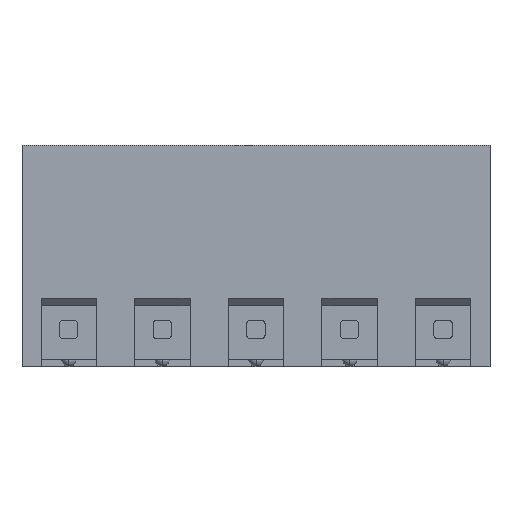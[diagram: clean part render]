
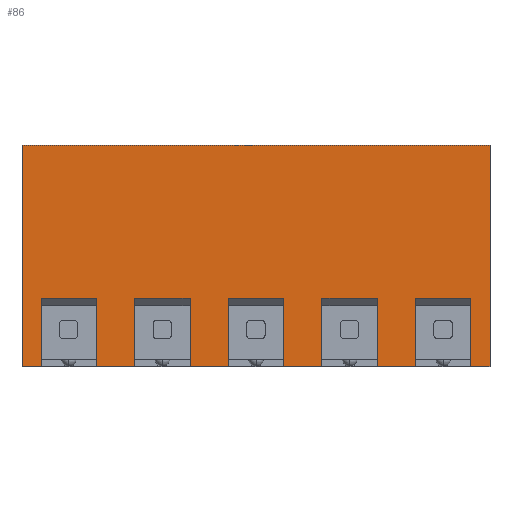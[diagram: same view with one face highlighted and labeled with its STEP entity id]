
A CAD part, top view. The second image highlights one B-rep face of the part: STEP entity #86.
In plain terms, the highlighted planar face has unit normal (0, 0, 1).
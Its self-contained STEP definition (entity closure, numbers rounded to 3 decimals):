
#86=ADVANCED_FACE('',(#429),#430,.T.);
#429=FACE_OUTER_BOUND('',#1111,.T.);
#430=PLANE('',#1112);
#1111=EDGE_LOOP('',(#1848,#1849,#1850,#1851,#1852,#1853,#1854,#1855,#1856,#1857,#1858,#1859,#1860,#1861,#1862,#1863,#1864,#1865,#1866,#1867,#1868,#1869,#1870,#1871));
#1112=AXIS2_PLACEMENT_3D('',#1872,#1873,#1874);
#1848=ORIENTED_EDGE('',*,*,#4612,.F.);
#1849=ORIENTED_EDGE('',*,*,#4613,.F.);
#1850=ORIENTED_EDGE('',*,*,#4614,.F.);
#1851=ORIENTED_EDGE('',*,*,#4615,.F.);
#1852=ORIENTED_EDGE('',*,*,#4616,.T.);
#1853=ORIENTED_EDGE('',*,*,#4611,.F.);
#1854=ORIENTED_EDGE('',*,*,#4617,.F.);
#1855=ORIENTED_EDGE('',*,*,#4618,.F.);
#1856=ORIENTED_EDGE('',*,*,#4619,.T.);
#1857=ORIENTED_EDGE('',*,*,#4620,.F.);
#1858=ORIENTED_EDGE('',*,*,#4621,.F.);
#1859=ORIENTED_EDGE('',*,*,#4622,.F.);
#1860=ORIENTED_EDGE('',*,*,#4623,.T.);
#1861=ORIENTED_EDGE('',*,*,#4624,.F.);
#1862=ORIENTED_EDGE('',*,*,#4625,.F.);
#1863=ORIENTED_EDGE('',*,*,#4626,.F.);
#1864=ORIENTED_EDGE('',*,*,#4627,.T.);
#1865=ORIENTED_EDGE('',*,*,#4628,.F.);
#1866=ORIENTED_EDGE('',*,*,#4629,.F.);
#1867=ORIENTED_EDGE('',*,*,#4630,.F.);
#1868=ORIENTED_EDGE('',*,*,#4631,.T.);
#1869=ORIENTED_EDGE('',*,*,#4632,.F.);
#1870=ORIENTED_EDGE('',*,*,#4633,.T.);
#1871=ORIENTED_EDGE('',*,*,#4634,.T.);
#1872=CARTESIAN_POINT('',(0.0,12.0,0.0));
#1873=DIRECTION('',(0.0,0.0,1.0));
#1874=DIRECTION('',(1.0,-0.0,0.0));
#4611=EDGE_CURVE('',#5555,#5551,#5557,.T.);
#4612=EDGE_CURVE('',#5558,#5559,#5560,.T.);
#4613=EDGE_CURVE('',#5561,#5558,#5562,.T.);
#4614=EDGE_CURVE('',#5563,#5561,#5564,.T.);
#4615=EDGE_CURVE('',#5565,#5563,#5566,.T.);
#4616=EDGE_CURVE('',#5565,#5551,#5567,.T.);
#4617=EDGE_CURVE('',#5568,#5555,#5569,.T.);
#4618=EDGE_CURVE('',#5570,#5568,#5571,.T.);
#4619=EDGE_CURVE('',#5570,#5572,#5573,.T.);
#4620=EDGE_CURVE('',#5574,#5572,#5575,.T.);
#4621=EDGE_CURVE('',#5576,#5574,#5577,.T.);
#4622=EDGE_CURVE('',#5578,#5576,#5579,.T.);
#4623=EDGE_CURVE('',#5578,#5580,#5581,.T.);
#4624=EDGE_CURVE('',#5582,#5580,#5583,.T.);
#4625=EDGE_CURVE('',#5584,#5582,#5585,.T.);
#4626=EDGE_CURVE('',#5586,#5584,#5587,.T.);
#4627=EDGE_CURVE('',#5586,#5588,#5589,.T.);
#4628=EDGE_CURVE('',#5590,#5588,#5591,.T.);
#4629=EDGE_CURVE('',#5592,#5590,#5593,.T.);
#4630=EDGE_CURVE('',#5594,#5592,#5595,.T.);
#4631=EDGE_CURVE('',#5594,#5596,#5597,.T.);
#4632=EDGE_CURVE('',#5598,#5596,#5599,.T.);
#4633=EDGE_CURVE('',#5598,#5600,#5601,.T.);
#4634=EDGE_CURVE('',#5600,#5559,#5602,.T.);
#5551=VERTEX_POINT('',#7046);
#5555=VERTEX_POINT('',#7052);
#5557=LINE('',#7055,#7056);
#5558=VERTEX_POINT('',#7057);
#5559=VERTEX_POINT('',#7058);
#5560=LINE('',#7059,#7060);
#5561=VERTEX_POINT('',#7061);
#5562=LINE('',#7062,#7063);
#5563=VERTEX_POINT('',#7064);
#5564=LINE('',#7065,#7066);
#5565=VERTEX_POINT('',#7067);
#5566=LINE('',#7068,#7069);
#5567=LINE('',#7070,#7071);
#5568=VERTEX_POINT('',#7072);
#5569=LINE('',#7073,#7074);
#5570=VERTEX_POINT('',#7075);
#5571=LINE('',#7076,#7077);
#5572=VERTEX_POINT('',#7078);
#5573=LINE('',#7079,#7080);
#5574=VERTEX_POINT('',#7081);
#5575=LINE('',#7082,#7083);
#5576=VERTEX_POINT('',#7084);
#5577=LINE('',#7085,#7086);
#5578=VERTEX_POINT('',#7087);
#5579=LINE('',#7088,#7089);
#5580=VERTEX_POINT('',#7090);
#5581=LINE('',#7091,#7092);
#5582=VERTEX_POINT('',#7093);
#5583=LINE('',#7094,#7095);
#5584=VERTEX_POINT('',#7096);
#5585=LINE('',#7097,#7098);
#5586=VERTEX_POINT('',#7099);
#5587=LINE('',#7100,#7101);
#5588=VERTEX_POINT('',#7102);
#5589=LINE('',#7103,#7104);
#5590=VERTEX_POINT('',#7105);
#5591=LINE('',#7106,#7107);
#5592=VERTEX_POINT('',#7108);
#5593=LINE('',#7109,#7110);
#5594=VERTEX_POINT('',#7111);
#5595=LINE('',#7112,#7113);
#5596=VERTEX_POINT('',#7114);
#5597=LINE('',#7115,#7116);
#5598=VERTEX_POINT('',#7117);
#5599=LINE('',#7118,#7119);
#5600=VERTEX_POINT('',#7120);
#5601=LINE('',#7121,#7122);
#5602=LINE('',#7123,#7124);
#7046=CARTESIAN_POINT('',(5.04,0.0,0.0));
#7052=CARTESIAN_POINT('',(7.12,0.0,0.0));
#7055=CARTESIAN_POINT('',(7.12,0.0,0.0));
#7056=VECTOR('',#9258,2.08);
#7057=CARTESIAN_POINT('',(1.0,0.0,0.0));
#7058=CARTESIAN_POINT('',(1.0,12.0,0.0));
#7059=CARTESIAN_POINT('',(1.0,0.0,0.0));
#7060=VECTOR('',#9259,12.0);
#7061=CARTESIAN_POINT('',(2.04,0.0,0.0));
#7062=CARTESIAN_POINT('',(2.04,0.0,0.0));
#7063=VECTOR('',#9260,1.04);
#7064=CARTESIAN_POINT('',(2.04,3.7,0.0));
#7065=CARTESIAN_POINT('',(2.04,3.7,0.0));
#7066=VECTOR('',#9261,3.7);
#7067=CARTESIAN_POINT('',(5.04,3.7,0.0));
#7068=CARTESIAN_POINT('',(5.04,3.7,0.0));
#7069=VECTOR('',#9262,3.0);
#7070=CARTESIAN_POINT('',(5.04,3.7,0.0));
#7071=VECTOR('',#9263,3.7);
#7072=CARTESIAN_POINT('',(7.12,3.7,0.0));
#7073=CARTESIAN_POINT('',(7.12,3.7,0.0));
#7074=VECTOR('',#9264,3.7);
#7075=CARTESIAN_POINT('',(10.12,3.7,0.0));
#7076=CARTESIAN_POINT('',(10.12,3.7,0.0));
#7077=VECTOR('',#9265,3.0);
#7078=CARTESIAN_POINT('',(10.12,0.0,0.0));
#7079=CARTESIAN_POINT('',(10.12,3.7,0.0));
#7080=VECTOR('',#9266,3.7);
#7081=CARTESIAN_POINT('',(12.2,0.0,0.0));
#7082=CARTESIAN_POINT('',(12.2,0.0,0.0));
#7083=VECTOR('',#9267,2.08);
#7084=CARTESIAN_POINT('',(12.2,3.7,0.0));
#7085=CARTESIAN_POINT('',(12.2,3.7,0.0));
#7086=VECTOR('',#9268,3.7);
#7087=CARTESIAN_POINT('',(15.2,3.7,0.0));
#7088=CARTESIAN_POINT('',(15.2,3.7,0.0));
#7089=VECTOR('',#9269,3.0);
#7090=CARTESIAN_POINT('',(15.2,0.0,0.0));
#7091=CARTESIAN_POINT('',(15.2,3.7,0.0));
#7092=VECTOR('',#9270,3.7);
#7093=CARTESIAN_POINT('',(17.28,0.0,0.0));
#7094=CARTESIAN_POINT('',(17.28,0.0,0.0));
#7095=VECTOR('',#9271,2.08);
#7096=CARTESIAN_POINT('',(17.28,3.7,0.0));
#7097=CARTESIAN_POINT('',(17.28,3.7,0.0));
#7098=VECTOR('',#9272,3.7);
#7099=CARTESIAN_POINT('',(20.28,3.7,0.0));
#7100=CARTESIAN_POINT('',(20.28,3.7,0.0));
#7101=VECTOR('',#9273,3.0);
#7102=CARTESIAN_POINT('',(20.28,0.0,0.0));
#7103=CARTESIAN_POINT('',(20.28,3.7,0.0));
#7104=VECTOR('',#9274,3.7);
#7105=CARTESIAN_POINT('',(22.36,0.0,0.0));
#7106=CARTESIAN_POINT('',(22.36,0.0,0.0));
#7107=VECTOR('',#9275,2.08);
#7108=CARTESIAN_POINT('',(22.36,3.7,0.0));
#7109=CARTESIAN_POINT('',(22.36,3.7,0.0));
#7110=VECTOR('',#9276,3.7);
#7111=CARTESIAN_POINT('',(25.36,3.7,0.0));
#7112=CARTESIAN_POINT('',(25.36,3.7,0.0));
#7113=VECTOR('',#9277,3.0);
#7114=CARTESIAN_POINT('',(25.36,0.0,0.0));
#7115=CARTESIAN_POINT('',(25.36,3.7,0.0));
#7116=VECTOR('',#9278,3.7);
#7117=CARTESIAN_POINT('',(26.4,0.0,0.0));
#7118=CARTESIAN_POINT('',(26.4,0.0,0.0));
#7119=VECTOR('',#9279,1.04);
#7120=CARTESIAN_POINT('',(26.4,12.0,0.0));
#7121=CARTESIAN_POINT('',(26.4,0.0,0.0));
#7122=VECTOR('',#9280,12.0);
#7123=CARTESIAN_POINT('',(26.4,12.0,0.0));
#7124=VECTOR('',#9281,25.4);
#9258=DIRECTION('',(-1.0,0.0,0.0));
#9259=DIRECTION('',(0.0,1.0,0.0));
#9260=DIRECTION('',(-1.0,0.0,0.0));
#9261=DIRECTION('',(0.0,-1.0,0.0));
#9262=DIRECTION('',(-1.0,0.0,0.0));
#9263=DIRECTION('',(0.0,-1.0,0.0));
#9264=DIRECTION('',(0.0,-1.0,0.0));
#9265=DIRECTION('',(-1.0,0.0,0.0));
#9266=DIRECTION('',(0.0,-1.0,0.0));
#9267=DIRECTION('',(-1.0,0.0,0.0));
#9268=DIRECTION('',(0.0,-1.0,0.0));
#9269=DIRECTION('',(-1.0,0.0,0.0));
#9270=DIRECTION('',(0.0,-1.0,0.0));
#9271=DIRECTION('',(-1.0,0.0,0.0));
#9272=DIRECTION('',(0.0,-1.0,0.0));
#9273=DIRECTION('',(-1.0,0.0,0.0));
#9274=DIRECTION('',(0.0,-1.0,0.0));
#9275=DIRECTION('',(-1.0,0.0,0.0));
#9276=DIRECTION('',(0.0,-1.0,0.0));
#9277=DIRECTION('',(-1.0,0.0,0.0));
#9278=DIRECTION('',(0.0,-1.0,0.0));
#9279=DIRECTION('',(-1.0,0.0,0.0));
#9280=DIRECTION('',(0.0,1.0,0.0));
#9281=DIRECTION('',(-1.0,0.0,0.0));
